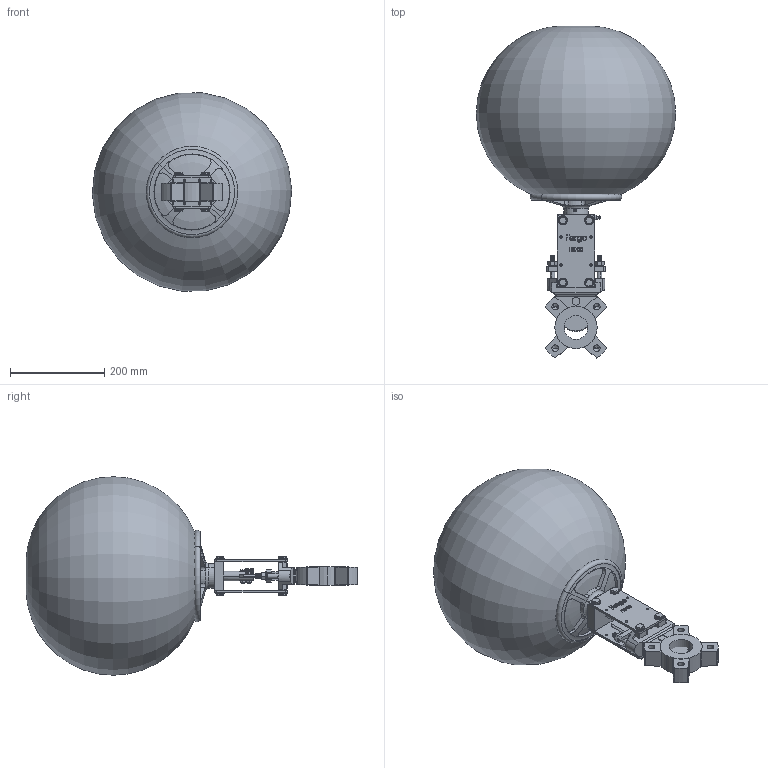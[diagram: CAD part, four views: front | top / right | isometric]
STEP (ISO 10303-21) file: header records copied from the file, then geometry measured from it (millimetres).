
FILE_DESCRIPTION (( 'STEP AP214' ), '1' );
FILE_NAME ('FB700-Plattenschieber-Stoffschieber-DN50-PN10-Handrad-Steigender-Spindel-Fergo.STEP', '2022-09-21T12:57:02', ( '' ), ( '' ), 'SwSTEP 2.0', 'SolidWorks 2022', '' );
FILE_SCHEMA (( 'AUTOMOTIVE_DESIGN' ));
Length unit declared in the file: millimetre
Products named in the file (1): FB700-Plattenschieber-Stoffschieber-DN50-PN10-Handrad-Steigender-Spindel-Fergo
Bounding box: 423.91 x 705.85 x 421.86 mm (x, y, z)
Volume: 37724133.7 mm3; surface area: 847167.3 mm2
Topology: 47 solids, 47 shells, 1520 faces, 3886 edges, 2505 vertices
Faces by surface type: plane 528, cylinder 477, bspline 299, cone 114, torus 102
Entity records: 82364 total; most frequent: CARTESIAN_POINT 45145, ORIENTED_EDGE 7712, DIRECTION 5639, EDGE_CURVE 3856, VERTEX_POINT 2505, AXIS2_PLACEMENT_3D 1975, EDGE_LOOP 1693, LINE 1689
